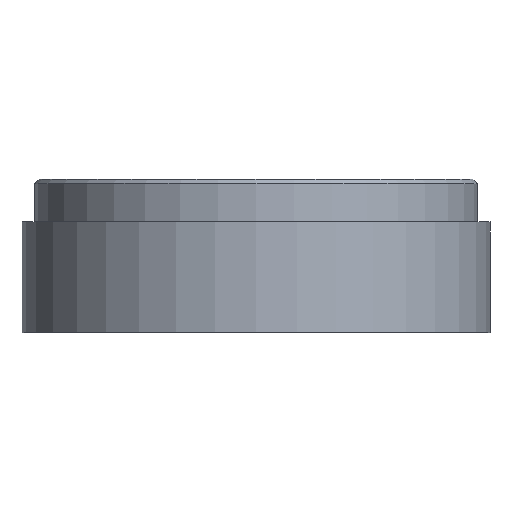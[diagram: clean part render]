
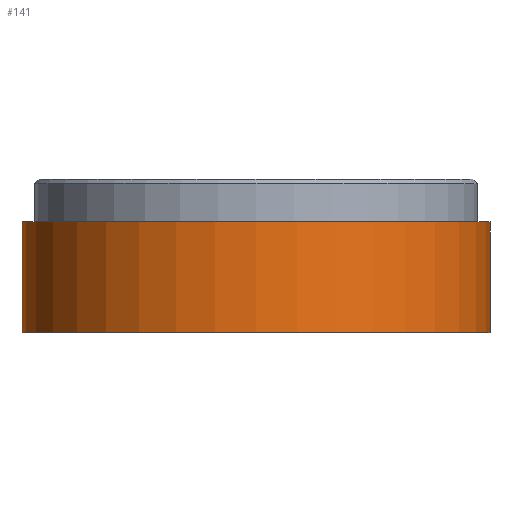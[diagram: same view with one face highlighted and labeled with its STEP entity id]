
A CAD part, top view. The second image highlights one B-rep face of the part: STEP entity #141.
In plain terms, the highlighted cylindrical face has radius 27.5 mm (diameter 55 mm), a full revolution.
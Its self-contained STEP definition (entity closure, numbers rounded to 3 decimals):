
#26=CYLINDRICAL_SURFACE('',#180,27.5);
#35=FACE_OUTER_BOUND('',#48,.T.);
#48=EDGE_LOOP('',(#125,#126,#127,#128));
#56=LINE('',#266,#62);
#62=VECTOR('',#228,27.5);
#66=CIRCLE('',#169,27.5);
#72=CIRCLE('',#181,27.5);
#76=VERTEX_POINT('',#243);
#82=VERTEX_POINT('',#264);
#88=EDGE_CURVE('',#76,#76,#66,.T.);
#97=EDGE_CURVE('',#82,#82,#72,.T.);
#98=EDGE_CURVE('',#82,#76,#56,.T.);
#125=ORIENTED_EDGE('',*,*,#97,.F.);
#126=ORIENTED_EDGE('',*,*,#98,.T.);
#127=ORIENTED_EDGE('',*,*,#88,.F.);
#128=ORIENTED_EDGE('',*,*,#98,.F.);
#141=ADVANCED_FACE('',(#35),#26,.T.);
#169=AXIS2_PLACEMENT_3D('',#244,#199,#200);
#180=AXIS2_PLACEMENT_3D('',#263,#224,#225);
#181=AXIS2_PLACEMENT_3D('',#265,#226,#227);
#199=DIRECTION('center_axis',(0.,-1.,0.));
#200=DIRECTION('ref_axis',(1.,0.,0.));
#224=DIRECTION('center_axis',(0.,1.,0.));
#225=DIRECTION('ref_axis',(1.,0.,0.));
#226=DIRECTION('center_axis',(0.,1.,0.));
#227=DIRECTION('ref_axis',(1.,0.,0.));
#228=DIRECTION('',(0.,-1.,0.));
#243=CARTESIAN_POINT('',(-27.5,0.,0.));
#244=CARTESIAN_POINT('Origin',(0.,0.,0.));
#263=CARTESIAN_POINT('Origin',(0.,0.,0.));
#264=CARTESIAN_POINT('',(-27.5,13.,0.));
#265=CARTESIAN_POINT('Origin',(0.,13.,0.));
#266=CARTESIAN_POINT('',(-27.5,0.,0.));
